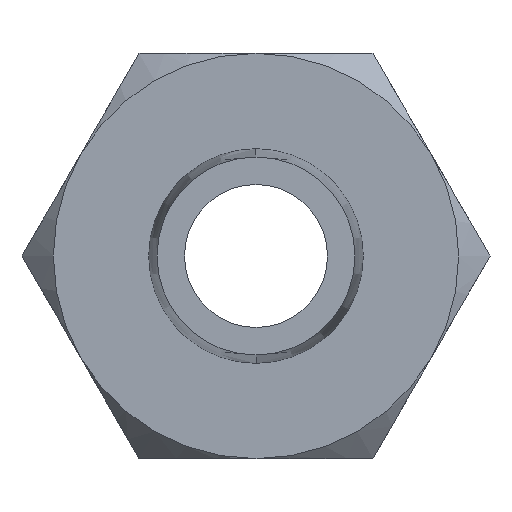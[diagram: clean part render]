
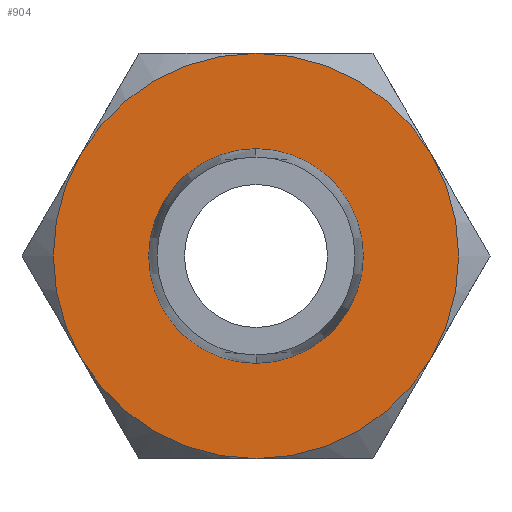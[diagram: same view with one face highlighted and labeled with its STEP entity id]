
A CAD part, left-side view. The second image highlights one B-rep face of the part: STEP entity #904.
In plain terms, the highlighted planar face has unit normal (-1, 0, 0).
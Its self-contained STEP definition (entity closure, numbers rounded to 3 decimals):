
#8 = ORIENTED_EDGE ( 'NONE', *, *, #277, .T. ) ;
#25 = CIRCLE ( 'NONE', #794, 4.5 ) ;
#37 = CIRCLE ( 'NONE', #948, 4.5 ) ;
#44 = CARTESIAN_POINT ( 'NONE',  ( 14., 0., 0. ) ) ;
#75 = AXIS2_PLACEMENT_3D ( 'NONE', #658, #744, #315 ) ;
#106 = ORIENTED_EDGE ( 'NONE', *, *, #1109, .F. ) ;
#117 = VERTEX_POINT ( 'NONE', #866 ) ;
#131 = CARTESIAN_POINT ( 'NONE',  ( 14., 0., 4.5 ) ) ;
#142 = FACE_BOUND ( 'NONE', #927, .T. ) ;
#157 = DIRECTION ( 'NONE',  ( 1., 0., 0. ) ) ;
#184 = CARTESIAN_POINT ( 'NONE',  ( 14., 7.361, 4.25 ) ) ;
#204 = EDGE_CURVE ( 'NONE', #515, #117, #396, .T. ) ;
#208 = CARTESIAN_POINT ( 'NONE',  ( 14., -7.361, 4.25 ) ) ;
#223 = CARTESIAN_POINT ( 'NONE',  ( 14., 0., 0. ) ) ;
#240 = PLANE ( 'NONE',  #644 ) ;
#243 = DIRECTION ( 'NONE',  ( 1., 0., 0. ) ) ;
#244 = DIRECTION ( 'NONE',  ( 0., 0., 1. ) ) ;
#245 = DIRECTION ( 'NONE',  ( 0., 0., -1. ) ) ;
#250 = CIRCLE ( 'NONE', #492, 8.5 ) ;
#259 = VERTEX_POINT ( 'NONE', #939 ) ;
#277 = EDGE_CURVE ( 'NONE', #430, #990, #250, .T. ) ;
#292 = CIRCLE ( 'NONE', #792, 8.5 ) ;
#315 = DIRECTION ( 'NONE',  ( 0., 0., -1. ) ) ;
#318 = FACE_OUTER_BOUND ( 'NONE', #692, .T. ) ;
#319 = CARTESIAN_POINT ( 'NONE',  ( 14., 0., 8.5 ) ) ;
#324 = AXIS2_PLACEMENT_3D ( 'NONE', #804, #726, #719 ) ;
#347 = ORIENTED_EDGE ( 'NONE', *, *, #1042, .F. ) ;
#362 = AXIS2_PLACEMENT_3D ( 'NONE', #44, #243, #1111 ) ;
#369 = CARTESIAN_POINT ( 'NONE',  ( 14., 7.361, -4.25 ) ) ;
#375 = DIRECTION ( 'NONE',  ( 0., 0., 1. ) ) ;
#380 = CIRCLE ( 'NONE', #362, 8.5 ) ;
#396 = CIRCLE ( 'NONE', #324, 8.5 ) ;
#416 = DIRECTION ( 'NONE',  ( 1., 0., 0. ) ) ;
#421 = DIRECTION ( 'NONE',  ( 0., 0., -1. ) ) ;
#430 = VERTEX_POINT ( 'NONE', #319 ) ;
#489 = CARTESIAN_POINT ( 'NONE',  ( 14., 0., 0. ) ) ;
#492 = AXIS2_PLACEMENT_3D ( 'NONE', #489, #944, #244 ) ;
#512 = DIRECTION ( 'NONE',  ( 0., 0., -1. ) ) ;
#515 = VERTEX_POINT ( 'NONE', #208 ) ;
#534 = DIRECTION ( 'NONE',  ( 1., 0., 0. ) ) ;
#541 = DIRECTION ( 'NONE',  ( 0., 0., 1. ) ) ;
#551 = VERTEX_POINT ( 'NONE', #369 ) ;
#559 = CIRCLE ( 'NONE', #926, 8.5 ) ;
#569 = CARTESIAN_POINT ( 'NONE',  ( 14., 0., -8.5 ) ) ;
#572 = DIRECTION ( 'NONE',  ( -1., 0., 0. ) ) ;
#644 = AXIS2_PLACEMENT_3D ( 'NONE', #661, #416, #245 ) ;
#650 = EDGE_CURVE ( 'NONE', #259, #1051, #37, .T. ) ;
#658 = CARTESIAN_POINT ( 'NONE',  ( 14., 0., 0. ) ) ;
#661 = CARTESIAN_POINT ( 'NONE',  ( 14., 0., 0. ) ) ;
#669 = CIRCLE ( 'NONE', #75, 8.5 ) ;
#692 = EDGE_LOOP ( 'NONE', ( #971, #106, #897, #696, #8, #1031 ) ) ;
#696 = ORIENTED_EDGE ( 'NONE', *, *, #1062, .F. ) ;
#702 = CARTESIAN_POINT ( 'NONE',  ( 14., 0., 0. ) ) ;
#719 = DIRECTION ( 'NONE',  ( 0., 0., -1. ) ) ;
#723 = VERTEX_POINT ( 'NONE', #569 ) ;
#726 = DIRECTION ( 'NONE',  ( 1., 0., 0. ) ) ;
#727 = ORIENTED_EDGE ( 'NONE', *, *, #650, .F. ) ;
#744 = DIRECTION ( 'NONE',  ( 1., 0., 0. ) ) ;
#792 = AXIS2_PLACEMENT_3D ( 'NONE', #940, #157, #512 ) ;
#794 = AXIS2_PLACEMENT_3D ( 'NONE', #223, #572, #541 ) ;
#804 = CARTESIAN_POINT ( 'NONE',  ( 14., 0., 0. ) ) ;
#866 = CARTESIAN_POINT ( 'NONE',  ( 14., -7.361, -4.25 ) ) ;
#897 = ORIENTED_EDGE ( 'NONE', *, *, #204, .F. ) ;
#904 = ADVANCED_FACE ( 'NONE', ( #142, #318 ), #240, .F. ) ;
#926 = AXIS2_PLACEMENT_3D ( 'NONE', #969, #534, #421 ) ;
#927 = EDGE_LOOP ( 'NONE', ( #347, #727 ) ) ;
#939 = CARTESIAN_POINT ( 'NONE',  ( 14., 0., -4.5 ) ) ;
#940 = CARTESIAN_POINT ( 'NONE',  ( 14., 0., 0. ) ) ;
#944 = DIRECTION ( 'NONE',  ( -1., 0., 0. ) ) ;
#948 = AXIS2_PLACEMENT_3D ( 'NONE', #702, #1061, #375 ) ;
#957 = EDGE_CURVE ( 'NONE', #551, #990, #292, .T. ) ;
#969 = CARTESIAN_POINT ( 'NONE',  ( 14., 0., 0. ) ) ;
#971 = ORIENTED_EDGE ( 'NONE', *, *, #1011, .F. ) ;
#990 = VERTEX_POINT ( 'NONE', #184 ) ;
#1011 = EDGE_CURVE ( 'NONE', #723, #551, #559, .T. ) ;
#1031 = ORIENTED_EDGE ( 'NONE', *, *, #957, .F. ) ;
#1042 = EDGE_CURVE ( 'NONE', #1051, #259, #25, .T. ) ;
#1051 = VERTEX_POINT ( 'NONE', #131 ) ;
#1061 = DIRECTION ( 'NONE',  ( -1., 0., 0. ) ) ;
#1062 = EDGE_CURVE ( 'NONE', #430, #515, #669, .T. ) ;
#1109 = EDGE_CURVE ( 'NONE', #117, #723, #380, .T. ) ;
#1111 = DIRECTION ( 'NONE',  ( 0., 0., -1. ) ) ;
